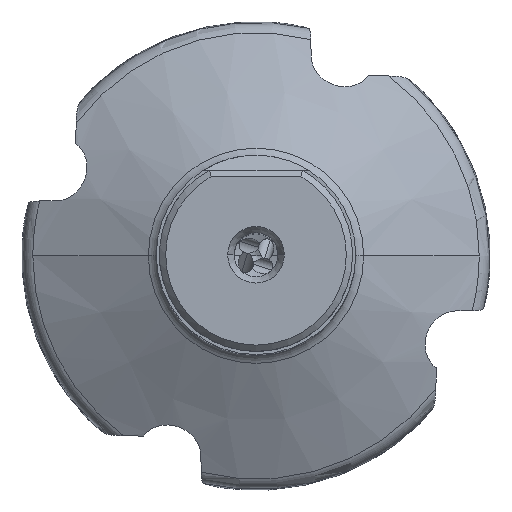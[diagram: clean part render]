
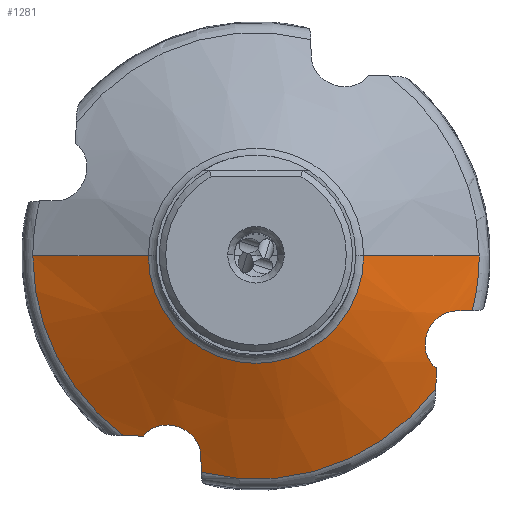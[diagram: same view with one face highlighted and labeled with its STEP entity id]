
A CAD part, top view. The second image highlights one B-rep face of the part: STEP entity #1281.
In plain terms, the highlighted conical face has half-angle 63 degrees and reference radius 26.336 mm.
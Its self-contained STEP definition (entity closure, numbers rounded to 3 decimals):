
#327=B_SPLINE_CURVE_WITH_KNOTS('',3,(#13118,#13119,#13120,#13121,#13122,
#13123,#13124,#13125,#13126,#13127),.UNSPECIFIED.,.F.,.F.,(4,2,2,2,4),(0.,
0.25,0.5,0.75,1.),.UNSPECIFIED.);
#333=B_SPLINE_CURVE_WITH_KNOTS('',3,(#13195,#13196,#13197,#13198,#13199,
#13200),.UNSPECIFIED.,.F.,.F.,(4,1,1,4),(0.,0.333,0.667,
1.),.UNSPECIFIED.);
#344=B_SPLINE_CURVE_WITH_KNOTS('',3,(#13356,#13357,#13358,#13359),
 .UNSPECIFIED.,.F.,.F.,(4,4),(0.,1.),.UNSPECIFIED.);
#345=B_SPLINE_CURVE_WITH_KNOTS('',3,(#13361,#13362,#13363,#13364,#13365,
#13366,#13367,#13368,#13369,#13370),.UNSPECIFIED.,.F.,.F.,(4,2,2,2,4),(0.,
0.25,0.5,0.75,1.),.UNSPECIFIED.);
#346=B_SPLINE_CURVE_WITH_KNOTS('',3,(#13372,#13373,#13374,#13375,#13376,
#13377),.UNSPECIFIED.,.F.,.F.,(4,1,1,4),(0.,0.333,0.667,
1.),.UNSPECIFIED.);
#347=B_SPLINE_CURVE_WITH_KNOTS('',3,(#13381,#13382,#13383,#13384),
 .UNSPECIFIED.,.F.,.F.,(4,4),(0.,1.),.UNSPECIFIED.);
#1281=ADVANCED_FACE('',(#1838),#1771,.T.);
#1771=CONICAL_SURFACE('',#9383,26.336,63.);
#1838=FACE_OUTER_BOUND('',#2338,.T.);
#2338=EDGE_LOOP('',(#3471,#3472,#3473,#3474,#3475,#3476,#3477,#3478,#3479,
#3480,#3481,#3482,#3483));
#2874=CIRCLE('',#9377,35.533);
#2875=CIRCLE('',#9378,35.533);
#2876=CIRCLE('',#9380,17.138);
#2877=CIRCLE('',#9381,35.533);
#2878=CIRCLE('',#9382,35.533);
#3471=ORIENTED_EDGE('',*,*,#7187,.F.);
#3472=ORIENTED_EDGE('',*,*,#7186,.F.);
#3473=ORIENTED_EDGE('',*,*,#7188,.F.);
#3474=ORIENTED_EDGE('',*,*,#7189,.T.);
#3475=ORIENTED_EDGE('',*,*,#7190,.F.);
#3476=ORIENTED_EDGE('',*,*,#7191,.F.);
#3477=ORIENTED_EDGE('',*,*,#7192,.F.);
#3478=ORIENTED_EDGE('',*,*,#7193,.F.);
#3479=ORIENTED_EDGE('',*,*,#7194,.F.);
#3480=ORIENTED_EDGE('',*,*,#7195,.F.);
#3481=ORIENTED_EDGE('',*,*,#7196,.F.);
#3482=ORIENTED_EDGE('',*,*,#7154,.F.);
#3483=ORIENTED_EDGE('',*,*,#7164,.F.);
#6189=VERTEX_POINT('',#13128);
#6190=VERTEX_POINT('',#13129);
#6198=VERTEX_POINT('',#13193);
#6217=VERTEX_POINT('',#13343);
#6218=VERTEX_POINT('',#13345);
#6219=VERTEX_POINT('',#13349);
#6220=VERTEX_POINT('',#13351);
#6221=VERTEX_POINT('',#13353);
#6222=VERTEX_POINT('',#13355);
#6223=VERTEX_POINT('',#13360);
#6224=VERTEX_POINT('',#13371);
#6225=VERTEX_POINT('',#13378);
#6226=VERTEX_POINT('',#13380);
#7154=EDGE_CURVE('',#6189,#6190,#327,.T.);
#7164=EDGE_CURVE('',#6198,#6189,#333,.T.);
#7186=EDGE_CURVE('',#6217,#6218,#2874,.T.);
#7187=EDGE_CURVE('',#6218,#6198,#2875,.T.);
#7188=EDGE_CURVE('',#6219,#6217,#8523,.T.);
#7189=EDGE_CURVE('',#6219,#6220,#2876,.T.);
#7190=EDGE_CURVE('',#6221,#6220,#8524,.T.);
#7191=EDGE_CURVE('',#6222,#6221,#2877,.T.);
#7192=EDGE_CURVE('',#6223,#6222,#344,.T.);
#7193=EDGE_CURVE('',#6224,#6223,#345,.T.);
#7194=EDGE_CURVE('',#6225,#6224,#346,.T.);
#7195=EDGE_CURVE('',#6226,#6225,#2878,.T.);
#7196=EDGE_CURVE('',#6190,#6226,#347,.T.);
#8523=LINE('',#13348,#8842);
#8524=LINE('',#13352,#8843);
#8842=VECTOR('',#10477,1.);
#8843=VECTOR('',#10480,1.);
#9377=AXIS2_PLACEMENT_3D('',#13344,#10471,#10472);
#9378=AXIS2_PLACEMENT_3D('',#13346,#10473,#10474);
#9380=AXIS2_PLACEMENT_3D('',#13350,#10478,#10479);
#9381=AXIS2_PLACEMENT_3D('',#13354,#10481,#10482);
#9382=AXIS2_PLACEMENT_3D('',#13379,#10483,#10484);
#9383=AXIS2_PLACEMENT_3D('',#13385,#10485,#10486);
#10471=DIRECTION('',(0.,0.,-1.));
#10472=DIRECTION('',(1.,0.,0.));
#10473=DIRECTION('',(0.,0.,-1.));
#10474=DIRECTION('',(1.,-0.001,0.));
#10477=DIRECTION('',(0.891,0.,-0.454));
#10478=DIRECTION('',(0.,0.,-1.));
#10479=DIRECTION('',(1.,0.,0.));
#10480=DIRECTION('',(0.891,0.,0.454));
#10481=DIRECTION('',(0.,0.,-1.));
#10482=DIRECTION('',(-0.592,-0.806,0.));
#10483=DIRECTION('',(0.,0.,-1.));
#10484=DIRECTION('',(0.806,-0.592,0.));
#10485=DIRECTION('',(0.,0.,-1.));
#10486=DIRECTION('',(-1.,0.,0.));
#13118=CARTESIAN_POINT('',(31.815,-8.766,-97.842));
#13119=CARTESIAN_POINT('',(30.839,-8.775,-97.363));
#13120=CARTESIAN_POINT('',(29.872,-9.133,-96.937));
#13121=CARTESIAN_POINT('',(28.233,-10.418,-96.354));
#13122=CARTESIAN_POINT('',(27.587,-11.332,-96.214));
#13123=CARTESIAN_POINT('',(26.875,-13.362,-96.31));
#13124=CARTESIAN_POINT('',(26.817,-14.471,-96.549));
#13125=CARTESIAN_POINT('',(27.33,-16.43,-97.271));
#13126=CARTESIAN_POINT('',(27.899,-17.284,-97.749));
#13127=CARTESIAN_POINT('',(28.687,-17.849,-98.242));
#13128=CARTESIAN_POINT('',(31.815,-8.766,-97.842));
#13129=CARTESIAN_POINT('',(28.687,-17.849,-98.242));
#13193=CARTESIAN_POINT('',(34.441,-8.741,-99.132));
#13195=CARTESIAN_POINT('',(34.441,-8.741,-99.132));
#13196=CARTESIAN_POINT('',(34.15,-8.744,-98.989));
#13197=CARTESIAN_POINT('',(33.567,-8.75,-98.702));
#13198=CARTESIAN_POINT('',(32.691,-8.758,-98.271));
#13199=CARTESIAN_POINT('',(32.107,-8.763,-97.985));
#13200=CARTESIAN_POINT('',(31.815,-8.766,-97.842));
#13343=CARTESIAN_POINT('',(35.533,0.,-99.132));
#13344=CARTESIAN_POINT('',(0.,0.,-99.132));
#13345=CARTESIAN_POINT('',(35.533,-0.019,-99.132));
#13346=CARTESIAN_POINT('',(0.,0.,-99.132));
#13348=CARTESIAN_POINT('',(17.138,0.,-89.76));
#13349=CARTESIAN_POINT('',(17.138,0.,-89.76));
#13350=CARTESIAN_POINT('',(0.,0.,-89.76));
#13351=CARTESIAN_POINT('',(-17.138,0.,-89.76));
#13352=CARTESIAN_POINT('',(-35.533,0.,-99.132));
#13353=CARTESIAN_POINT('',(-35.533,0.,-99.132));
#13354=CARTESIAN_POINT('',(0.,0.,-99.132));
#13355=CARTESIAN_POINT('',(-21.033,-28.64,-99.132));
#13356=CARTESIAN_POINT('',(-17.849,-28.686,-98.242));
#13357=CARTESIAN_POINT('',(-18.915,-28.675,-98.524));
#13358=CARTESIAN_POINT('',(-19.976,-28.659,-98.822));
#13359=CARTESIAN_POINT('',(-21.033,-28.64,-99.132));
#13360=CARTESIAN_POINT('',(-17.849,-28.687,-98.242));
#13361=CARTESIAN_POINT('',(-8.766,-31.815,-97.842));
#13362=CARTESIAN_POINT('',(-8.775,-30.839,-97.363));
#13363=CARTESIAN_POINT('',(-9.133,-29.872,-96.937));
#13364=CARTESIAN_POINT('',(-10.418,-28.233,-96.354));
#13365=CARTESIAN_POINT('',(-11.332,-27.587,-96.214));
#13366=CARTESIAN_POINT('',(-13.362,-26.875,-96.31));
#13367=CARTESIAN_POINT('',(-14.471,-26.817,-96.549));
#13368=CARTESIAN_POINT('',(-16.43,-27.33,-97.271));
#13369=CARTESIAN_POINT('',(-17.284,-27.899,-97.749));
#13370=CARTESIAN_POINT('',(-17.849,-28.687,-98.242));
#13371=CARTESIAN_POINT('',(-8.766,-31.815,-97.842));
#13372=CARTESIAN_POINT('',(-8.741,-34.441,-99.132));
#13373=CARTESIAN_POINT('',(-8.744,-34.15,-98.989));
#13374=CARTESIAN_POINT('',(-8.75,-33.567,-98.702));
#13375=CARTESIAN_POINT('',(-8.758,-32.691,-98.271));
#13376=CARTESIAN_POINT('',(-8.763,-32.107,-97.985));
#13377=CARTESIAN_POINT('',(-8.766,-31.815,-97.842));
#13378=CARTESIAN_POINT('',(-8.741,-34.441,-99.132));
#13379=CARTESIAN_POINT('',(0.,0.,-99.132));
#13380=CARTESIAN_POINT('',(28.64,-21.033,-99.132));
#13381=CARTESIAN_POINT('',(28.686,-17.849,-98.242));
#13382=CARTESIAN_POINT('',(28.675,-18.915,-98.524));
#13383=CARTESIAN_POINT('',(28.659,-19.976,-98.822));
#13384=CARTESIAN_POINT('',(28.64,-21.033,-99.132));
#13385=CARTESIAN_POINT('',(0.,0.,-94.446));
